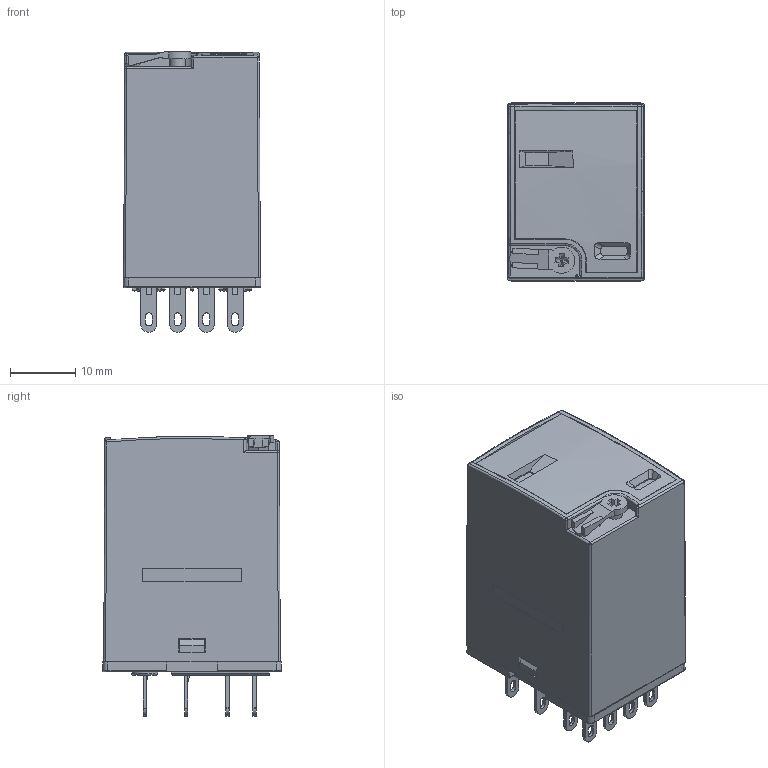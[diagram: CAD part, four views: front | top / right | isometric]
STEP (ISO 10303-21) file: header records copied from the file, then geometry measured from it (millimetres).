
FILE_DESCRIPTION (( 'STEP AP203' ), '1' );
FILE_NAME ('68B4Z裔啣宒.STEP', '2022-10-27T05:14:18', ( '' ), ( '' ), 'SwSTEP 2.0', 'SolidWorks 2019', '' );
FILE_SCHEMA (( 'CONFIG_CONTROL_DESIGN' ));
Length unit declared in the file: millimetre
Products named in the file (9): 俋褲ㄗ唅蛌宒ㄘ陔耀2019; 68B遵褐諉盄え; 13F蹟佪; 68B2Z噙萸; 68B4Z遵褐噙え; 54價釱; 13F2Z芢裝; 裔啣; 68B4Z裔啣宒
Assembly tree (27 placements, depth 2):
  68B4Z裔啣宒
    13F蹟佪
    54價釱
    68B4Z遵褐噙え  x8
    68B2Z噙萸  x8
    68B遵褐諉盄え  x6
    13F2Z芢裝
    俋褲ㄗ唅蛌宒ㄘ陔耀2019
    裔啣
Bounding box: 21 x 27.3 x 42.89 mm (x, y, z)
Volume: 6348.6 mm3; surface area: 13147.7 mm2
Topology: 27 solids, 27 shells, 2481 faces, 6466 edges, 4180 vertices
Faces by surface type: plane 1856, cylinder 506, torus 58, cone 24, sphere 23, bspline 14
Entity records: 46562 total; most frequent: CARTESIAN_POINT 9422, ORIENTED_EDGE 7668, DIRECTION 6985, EDGE_CURVE 3834, VECTOR 3151, LINE 3151, VERTEX_POINT 2446, AXIS2_PLACEMENT_3D 1917
